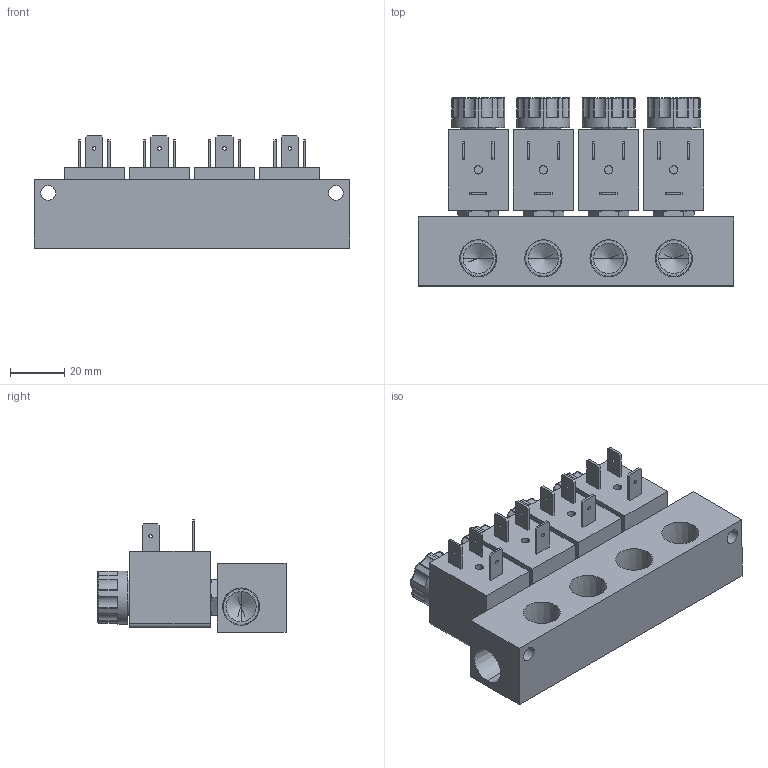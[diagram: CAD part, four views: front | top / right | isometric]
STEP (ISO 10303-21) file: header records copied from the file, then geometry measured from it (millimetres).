
FILE_DESCRIPTION (( 'STEP AP203' ), '1' );
FILE_NAME ('SC941YN24VBBA5.step', '2023-12-20T16:55:32', ( '' ), ( '' ), 'SwSTEP 2.0', 'SolidWorks 2023', '' );
FILE_SCHEMA (( 'CONFIG_CONTROL_DESIGN' ));
Length unit declared in the file: inch
Products named in the file (1): SC941YN24VBBA5
Bounding box: 116 x 69.23 x 41.33 mm (x, y, z)
Volume: 150467.3 mm3; surface area: 39390.2 mm2
Topology: 1 solids, 1 shells, 868 faces, 2048 edges, 1126 vertices
Faces by surface type: bspline 452, plane 192, cylinder 184, cone 40
Entity records: 30347 total; most frequent: CARTESIAN_POINT 13199, ORIENTED_EDGE 3896, DIRECTION 3178, EDGE_CURVE 1948, AXIS2_PLACEMENT_3D 1297, VERTEX_POINT 1126, EDGE_LOOP 940, CIRCLE 880
